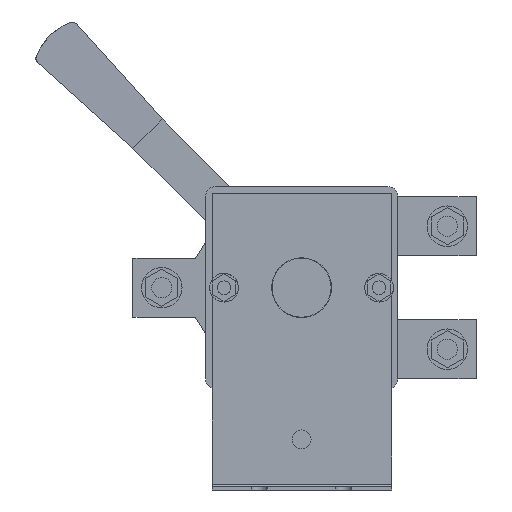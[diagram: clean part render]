
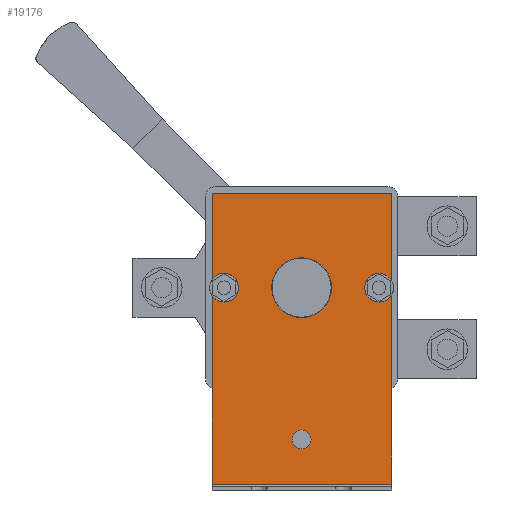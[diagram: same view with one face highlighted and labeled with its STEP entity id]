
A CAD part, left-side view. The second image highlights one B-rep face of the part: STEP entity #19176.
In plain terms, the highlighted planar face has unit normal (-1, 0, 0).
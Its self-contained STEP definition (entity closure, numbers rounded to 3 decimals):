
#592 = DIRECTION ( 'NONE',  ( 0., 0., 1. ) ) ;
#1431 = ORIENTED_EDGE ( 'NONE', *, *, #1587, .T. ) ;
#1499 = EDGE_CURVE ( 'NONE', #25080, #25080, #21502, .T. ) ;
#1587 = EDGE_CURVE ( 'NONE', #18784, #18784, #26309, .T. ) ;
#2458 = CARTESIAN_POINT ( 'NONE',  ( -106.5, -53.5, -4. ) ) ;
#2726 = AXIS2_PLACEMENT_3D ( 'NONE', #4665, #4563, #4463 ) ;
#2769 = AXIS2_PLACEMENT_3D ( 'NONE', #15929, #15720, #15515 ) ;
#3001 = EDGE_CURVE ( 'NONE', #27984, #3561, #19917, .T. ) ;
#3104 = EDGE_CURVE ( 'NONE', #10366, #14114, #17646, .T. ) ;
#3561 = VERTEX_POINT ( 'NONE', #18726 ) ;
#4231 = CARTESIAN_POINT ( 'NONE',  ( -106.5, 0., -95.6 ) ) ;
#4463 = DIRECTION ( 'NONE',  ( 0., 0., -1. ) ) ;
#4563 = DIRECTION ( 'NONE',  ( 1., 0., 0. ) ) ;
#4589 = EDGE_LOOP ( 'NONE', ( #21639, #16762, #10991, #30207, #11750, #25345, #6767, #26831 ) ) ;
#4665 = CARTESIAN_POINT ( 'NONE',  ( -106.5, 0., 0. ) ) ;
#5372 = EDGE_LOOP ( 'NONE', ( #8688 ) ) ;
#5387 = CARTESIAN_POINT ( 'NONE',  ( -106.5, 234.432, -118. ) ) ;
#5590 = EDGE_CURVE ( 'NONE', #27984, #23625, #20183, .T. ) ;
#6384 = CARTESIAN_POINT ( 'NONE',  ( -106.5, 46., 0. ) ) ;
#6767 = ORIENTED_EDGE ( 'NONE', *, *, #3001, .F. ) ;
#6790 = EDGE_CURVE ( 'NONE', #20364, #14114, #23108, .T. ) ;
#7732 = VECTOR ( 'NONE', #592, 1000. ) ;
#7943 = CARTESIAN_POINT ( 'NONE',  ( -106.5, 53., -118. ) ) ;
#8144 = FACE_BOUND ( 'NONE', #5372, .T. ) ;
#8688 = ORIENTED_EDGE ( 'NONE', *, *, #1499, .T. ) ;
#8869 = DIRECTION ( 'NONE',  ( 0., 0., -1. ) ) ;
#8986 = VERTEX_POINT ( 'NONE', #15610 ) ;
#9231 = DIRECTION ( 'NONE',  ( 1., 0., 0. ) ) ;
#10198 = VECTOR ( 'NONE', #11941, 1000. ) ;
#10358 = DIRECTION ( 'NONE',  ( 1., 0., 0. ) ) ;
#10366 = VERTEX_POINT ( 'NONE', #16266 ) ;
#10991 = ORIENTED_EDGE ( 'NONE', *, *, #3104, .F. ) ;
#11120 = VECTOR ( 'NONE', #22970, 1000. ) ;
#11468 = CARTESIAN_POINT ( 'NONE',  ( -106.5, -53.5, -118. ) ) ;
#11750 = ORIENTED_EDGE ( 'NONE', *, *, #19440, .F. ) ;
#11941 = DIRECTION ( 'NONE',  ( 0., 0., 1. ) ) ;
#12054 = LINE ( 'NONE', #28941, #30506 ) ;
#12573 = CARTESIAN_POINT ( 'NONE',  ( -106.5, -53.5, 56. ) ) ;
#13712 = VECTOR ( 'NONE', #30269, 1000. ) ;
#13909 = AXIS2_PLACEMENT_3D ( 'NONE', #23754, #9231, #26139 ) ;
#13926 = FACE_BOUND ( 'NONE', #26807, .T. ) ;
#14114 = VERTEX_POINT ( 'NONE', #12573 ) ;
#14295 = LINE ( 'NONE', #7943, #7732 ) ;
#14360 = CARTESIAN_POINT ( 'NONE',  ( -106.5, -53.5, -116.5 ) ) ;
#15515 = DIRECTION ( 'NONE',  ( 0., 0., -1. ) ) ;
#15610 = CARTESIAN_POINT ( 'NONE',  ( -106.5, 53., 4.822 ) ) ;
#15720 = DIRECTION ( 'NONE',  ( 1., 0., 0. ) ) ;
#15929 = CARTESIAN_POINT ( 'NONE',  ( -106.5, 0., -90. ) ) ;
#16266 = CARTESIAN_POINT ( 'NONE',  ( -106.5, 53., 56. ) ) ;
#16762 = ORIENTED_EDGE ( 'NONE', *, *, #6790, .T. ) ;
#17646 = LINE ( 'NONE', #22938, #11120 ) ;
#17705 = AXIS2_PLACEMENT_3D ( 'NONE', #6384, #23396, #8869 ) ;
#17862 = CARTESIAN_POINT ( 'NONE',  ( -106.5, -53.5, 4. ) ) ;
#18002 = AXIS2_PLACEMENT_3D ( 'NONE', #5387, #10358, #27251 ) ;
#18606 = CARTESIAN_POINT ( 'NONE',  ( -106.5, 53., -4.822 ) ) ;
#18726 = CARTESIAN_POINT ( 'NONE',  ( -106.5, 53., -116.5 ) ) ;
#18784 = VERTEX_POINT ( 'NONE', #21307 ) ;
#19176 = ADVANCED_FACE ( 'NONE', ( #13926, #8144, #25953 ), #20086, .F. ) ;
#19440 = EDGE_CURVE ( 'NONE', #29539, #8986, #19995, .T. ) ;
#19917 = LINE ( 'NONE', #23509, #26231 ) ;
#19995 = CIRCLE ( 'NONE', #17705, 8.5 ) ;
#20086 = PLANE ( 'NONE',  #18002 ) ;
#20183 = LINE ( 'NONE', #30440, #13712 ) ;
#20364 = VERTEX_POINT ( 'NONE', #17862 ) ;
#20927 = EDGE_CURVE ( 'NONE', #3561, #29539, #14295, .T. ) ;
#21244 = EDGE_CURVE ( 'NONE', #23625, #20364, #23681, .T. ) ;
#21307 = CARTESIAN_POINT ( 'NONE',  ( -106.5, 0., -17.75 ) ) ;
#21502 = CIRCLE ( 'NONE', #2769, 5.6 ) ;
#21639 = ORIENTED_EDGE ( 'NONE', *, *, #21244, .T. ) ;
#21870 = DIRECTION ( 'NONE',  ( 0., 0., 1. ) ) ;
#22938 = CARTESIAN_POINT ( 'NONE',  ( -106.5, 234.432, 56. ) ) ;
#22970 = DIRECTION ( 'NONE',  ( 0., -1., 0. ) ) ;
#23108 = LINE ( 'NONE', #11468, #10198 ) ;
#23396 = DIRECTION ( 'NONE',  ( -1., 0., 0. ) ) ;
#23509 = CARTESIAN_POINT ( 'NONE',  ( -106.5, 53., -116.5 ) ) ;
#23550 = DIRECTION ( 'NONE',  ( 0., 1., 0. ) ) ;
#23625 = VERTEX_POINT ( 'NONE', #2458 ) ;
#23681 = CIRCLE ( 'NONE', #13909, 8.5 ) ;
#23754 = CARTESIAN_POINT ( 'NONE',  ( -106.5, -46., 0. ) ) ;
#25080 = VERTEX_POINT ( 'NONE', #4231 ) ;
#25345 = ORIENTED_EDGE ( 'NONE', *, *, #20927, .F. ) ;
#25953 = FACE_OUTER_BOUND ( 'NONE', #4589, .T. ) ;
#26055 = EDGE_CURVE ( 'NONE', #8986, #10366, #12054, .T. ) ;
#26139 = DIRECTION ( 'NONE',  ( 0., 0., -1. ) ) ;
#26231 = VECTOR ( 'NONE', #23550, 1000. ) ;
#26309 = CIRCLE ( 'NONE', #2726, 17.75 ) ;
#26807 = EDGE_LOOP ( 'NONE', ( #1431 ) ) ;
#26831 = ORIENTED_EDGE ( 'NONE', *, *, #5590, .T. ) ;
#27251 = DIRECTION ( 'NONE',  ( 0., 0., 1. ) ) ;
#27984 = VERTEX_POINT ( 'NONE', #14360 ) ;
#28941 = CARTESIAN_POINT ( 'NONE',  ( -106.5, 53., -118. ) ) ;
#29539 = VERTEX_POINT ( 'NONE', #18606 ) ;
#30207 = ORIENTED_EDGE ( 'NONE', *, *, #26055, .F. ) ;
#30269 = DIRECTION ( 'NONE',  ( 0., 0., 1. ) ) ;
#30440 = CARTESIAN_POINT ( 'NONE',  ( -106.5, -53.5, -118. ) ) ;
#30506 = VECTOR ( 'NONE', #21870, 1000. ) ;
